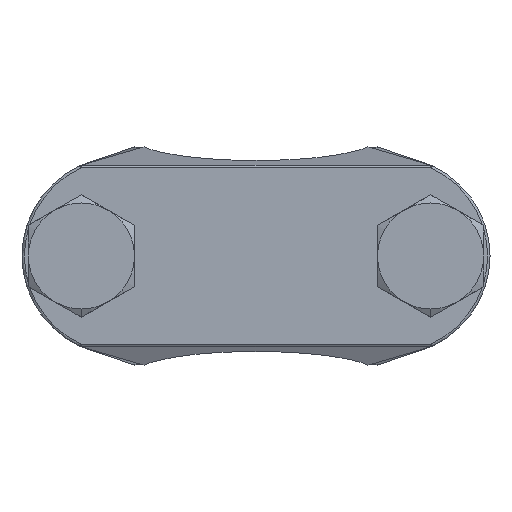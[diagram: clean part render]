
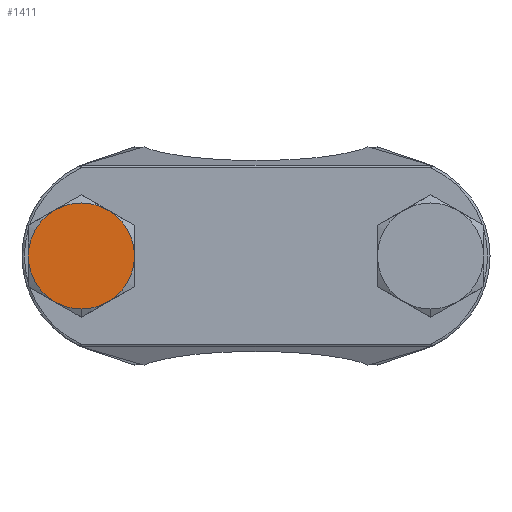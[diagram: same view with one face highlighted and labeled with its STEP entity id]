
A CAD part, front view. The second image highlights one B-rep face of the part: STEP entity #1411.
In plain terms, the highlighted planar face has unit normal (0, -1, 0).
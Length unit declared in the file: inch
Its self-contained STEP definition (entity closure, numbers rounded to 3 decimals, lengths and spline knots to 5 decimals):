
#18 = EDGE_CURVE ( 'NONE', #820, #2096, #1706, .T. ) ;
#163 = VERTEX_POINT ( 'NONE', #3305 ) ;
#234 = DIRECTION ( 'NONE',  ( 0., -1., 0. ) ) ;
#237 = DIRECTION ( 'NONE',  ( 0., -1., 0. ) ) ;
#321 = ORIENTED_EDGE ( 'NONE', *, *, #3024, .T. ) ;
#357 = ORIENTED_EDGE ( 'NONE', *, *, #391, .T. ) ;
#363 = AXIS2_PLACEMENT_3D ( 'NONE', #1285, #3130, #3097 ) ;
#391 = EDGE_CURVE ( 'NONE', #2096, #163, #2042, .T. ) ;
#407 = CARTESIAN_POINT ( 'NONE',  ( -0.72, -0.2763, 0. ) ) ;
#536 = EDGE_LOOP ( 'NONE', ( #2686, #1521, #976, #357, #2351, #2506, #321 ) ) ;
#575 = DIRECTION ( 'NONE',  ( 0., -1., 0. ) ) ;
#647 = VERTEX_POINT ( 'NONE', #1942 ) ;
#680 = DIRECTION ( 'NONE',  ( 0., -1., 0. ) ) ;
#685 = AXIS2_PLACEMENT_3D ( 'NONE', #407, #930, #3290 ) ;
#820 = VERTEX_POINT ( 'NONE', #1180 ) ;
#930 = DIRECTION ( 'NONE',  ( 0., -1., 0. ) ) ;
#976 = ORIENTED_EDGE ( 'NONE', *, *, #18, .T. ) ;
#1095 = CIRCLE ( 'NONE', #2206, 0.21875 ) ;
#1119 = CARTESIAN_POINT ( 'NONE',  ( -0.82937, -0.2763, 0.18944 ) ) ;
#1180 = CARTESIAN_POINT ( 'NONE',  ( -0.61062, -0.2763, -0.18944 ) ) ;
#1203 = DIRECTION ( 'NONE',  ( 0., 0., -1. ) ) ;
#1237 = PLANE ( 'NONE',  #2438 ) ;
#1285 = CARTESIAN_POINT ( 'NONE',  ( -0.72, -0.2763, 0. ) ) ;
#1289 = VERTEX_POINT ( 'NONE', #1119 ) ;
#1349 = FACE_OUTER_BOUND ( 'NONE', #536, .T. ) ;
#1388 = CARTESIAN_POINT ( 'NONE',  ( -0.72, -0.2763, 0. ) ) ;
#1404 = AXIS2_PLACEMENT_3D ( 'NONE', #1388, #680, #1203 ) ;
#1411 = ADVANCED_FACE ( 'NONE', ( #1349 ), #1237, .T. ) ;
#1453 = EDGE_CURVE ( 'NONE', #2674, #820, #1095, .T. ) ;
#1503 = DIRECTION ( 'NONE',  ( 0., 0., -1. ) ) ;
#1505 = DIRECTION ( 'NONE',  ( 0., -1., 0. ) ) ;
#1521 = ORIENTED_EDGE ( 'NONE', *, *, #1453, .T. ) ;
#1570 = DIRECTION ( 'NONE',  ( 0., -1., 0. ) ) ;
#1706 = CIRCLE ( 'NONE', #1404, 0.21875 ) ;
#1778 = CARTESIAN_POINT ( 'NONE',  ( -0.72, -0.2763, 0. ) ) ;
#1787 = CARTESIAN_POINT ( 'NONE',  ( -0.72, -0.2763, 0. ) ) ;
#1806 = CIRCLE ( 'NONE', #2836, 0.21875 ) ;
#1837 = DIRECTION ( 'NONE',  ( 0., 0., -1. ) ) ;
#1846 = CARTESIAN_POINT ( 'NONE',  ( -0.72, -0.2763, -0.21875 ) ) ;
#1906 = EDGE_CURVE ( 'NONE', #163, #1289, #2975, .T. ) ;
#1942 = CARTESIAN_POINT ( 'NONE',  ( -0.93875, -0.2763, 0. ) ) ;
#2035 = EDGE_CURVE ( 'NONE', #1289, #647, #2075, .T. ) ;
#2042 = CIRCLE ( 'NONE', #2527, 0.21875 ) ;
#2048 = CARTESIAN_POINT ( 'NONE',  ( 0., -0.2763, 0. ) ) ;
#2059 = DIRECTION ( 'NONE',  ( 0., 0., -1. ) ) ;
#2075 = CIRCLE ( 'NONE', #3323, 0.21875 ) ;
#2096 = VERTEX_POINT ( 'NONE', #2201 ) ;
#2111 = VERTEX_POINT ( 'NONE', #3200 ) ;
#2201 = CARTESIAN_POINT ( 'NONE',  ( -0.50125, -0.2763, 0. ) ) ;
#2206 = AXIS2_PLACEMENT_3D ( 'NONE', #2854, #1570, #1837 ) ;
#2351 = ORIENTED_EDGE ( 'NONE', *, *, #1906, .T. ) ;
#2362 = CIRCLE ( 'NONE', #363, 0.21875 ) ;
#2411 = DIRECTION ( 'NONE',  ( 0., 0., -1. ) ) ;
#2438 = AXIS2_PLACEMENT_3D ( 'NONE', #2048, #1505, #3084 ) ;
#2497 = EDGE_CURVE ( 'NONE', #2111, #2674, #2362, .T. ) ;
#2506 = ORIENTED_EDGE ( 'NONE', *, *, #2035, .T. ) ;
#2527 = AXIS2_PLACEMENT_3D ( 'NONE', #1787, #237, #2059 ) ;
#2633 = CARTESIAN_POINT ( 'NONE',  ( -0.72, -0.2763, 0. ) ) ;
#2674 = VERTEX_POINT ( 'NONE', #1846 ) ;
#2686 = ORIENTED_EDGE ( 'NONE', *, *, #2497, .T. ) ;
#2836 = AXIS2_PLACEMENT_3D ( 'NONE', #2633, #575, #2411 ) ;
#2854 = CARTESIAN_POINT ( 'NONE',  ( -0.72, -0.2763, 0. ) ) ;
#2975 = CIRCLE ( 'NONE', #685, 0.21875 ) ;
#3024 = EDGE_CURVE ( 'NONE', #647, #2111, #1806, .T. ) ;
#3084 = DIRECTION ( 'NONE',  ( 0., 0., -1. ) ) ;
#3097 = DIRECTION ( 'NONE',  ( 0., 0., -1. ) ) ;
#3130 = DIRECTION ( 'NONE',  ( 0., -1., 0. ) ) ;
#3200 = CARTESIAN_POINT ( 'NONE',  ( -0.82937, -0.2763, -0.18944 ) ) ;
#3290 = DIRECTION ( 'NONE',  ( 0., 0., -1. ) ) ;
#3305 = CARTESIAN_POINT ( 'NONE',  ( -0.61062, -0.2763, 0.18944 ) ) ;
#3323 = AXIS2_PLACEMENT_3D ( 'NONE', #1778, #234, #1503 ) ;
